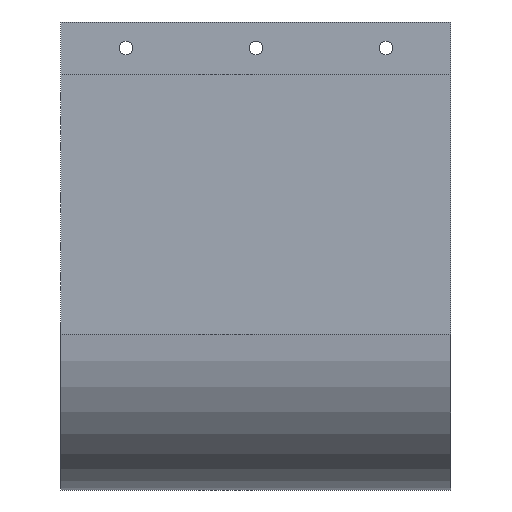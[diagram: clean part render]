
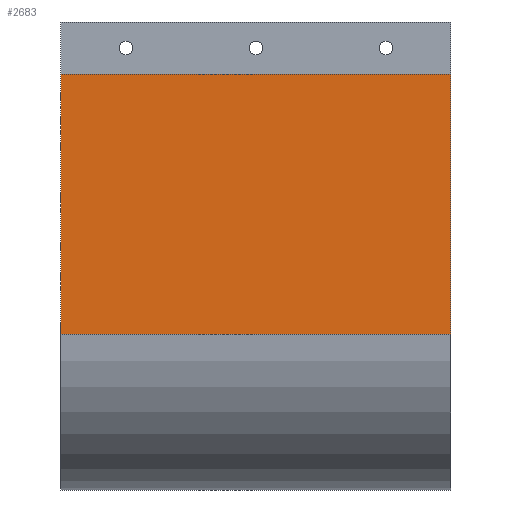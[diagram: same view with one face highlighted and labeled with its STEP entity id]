
A CAD part, left-side view. The second image highlights one B-rep face of the part: STEP entity #2683.
In plain terms, the highlighted planar face has unit normal (-1, 0, 0).
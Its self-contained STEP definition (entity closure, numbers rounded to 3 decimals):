
#154=FACE_OUTER_BOUND('',#304,.T.);
#304=EDGE_LOOP('',(#1955,#1956,#1957,#1958));
#489=LINE('',#3786,#799);
#604=LINE('',#4191,#914);
#606=LINE('',#4195,#916);
#607=LINE('',#4196,#917);
#799=VECTOR('',#3036,10.);
#914=VECTOR('',#3285,10.);
#916=VECTOR('',#3289,10.);
#917=VECTOR('',#3290,10.);
#1111=VERTEX_POINT('',#3783);
#1112=VERTEX_POINT('',#3785);
#1228=VERTEX_POINT('',#4190);
#1229=VERTEX_POINT('',#4194);
#1373=EDGE_CURVE('',#1111,#1112,#489,.T.);
#1523=EDGE_CURVE('',#1228,#1112,#604,.T.);
#1525=EDGE_CURVE('',#1229,#1111,#606,.T.);
#1526=EDGE_CURVE('',#1228,#1229,#607,.T.);
#1955=ORIENTED_EDGE('',*,*,#1523,.T.);
#1956=ORIENTED_EDGE('',*,*,#1373,.F.);
#1957=ORIENTED_EDGE('',*,*,#1525,.F.);
#1958=ORIENTED_EDGE('',*,*,#1526,.F.);
#2571=PLANE('',#2876);
#2683=ADVANCED_FACE('',(#154),#2571,.T.);
#2876=AXIS2_PLACEMENT_3D('',#4193,#3287,#3288);
#3036=DIRECTION('',(0.,0.,1.));
#3285=DIRECTION('',(0.,1.,0.));
#3287=DIRECTION('center_axis',(-1.,0.,0.));
#3288=DIRECTION('ref_axis',(0.,0.,1.));
#3289=DIRECTION('',(0.,1.,0.));
#3290=DIRECTION('',(0.,0.,-1.));
#3783=CARTESIAN_POINT('',(-57.5,75.,-30.));
#3785=CARTESIAN_POINT('',(-57.5,75.,70.));
#3786=CARTESIAN_POINT('',(-57.5,75.,-90.));
#4190=CARTESIAN_POINT('',(-57.5,-75.,70.));
#4191=CARTESIAN_POINT('',(-57.5,-37.5,70.));
#4193=CARTESIAN_POINT('Origin',(-57.5,0.,-30.));
#4194=CARTESIAN_POINT('',(-57.5,-75.,-30.));
#4195=CARTESIAN_POINT('',(-57.5,0.,-30.));
#4196=CARTESIAN_POINT('',(-57.5,-75.,-90.));
